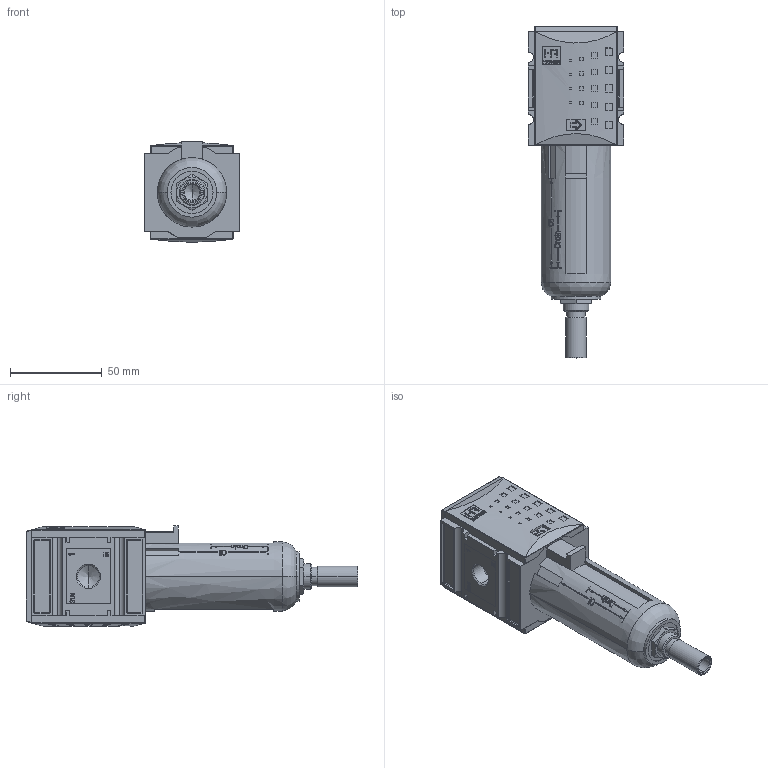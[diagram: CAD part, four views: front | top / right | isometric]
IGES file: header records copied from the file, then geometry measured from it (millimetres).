
Start section: SolidWorks IGES file using analytic representation for surfaces
Global section: file name: KFIL-114 AM.IGS; native system: SolidWorks 2013; preprocessor: SolidWorks 2013; author: technolog; date: 140109.114550; units: millimetre
Bounding box: 52 x 181 x 54.6 mm (x, y, z)
Volume: 239522.7 mm3; surface area: 56718.9 mm2
Topology: 9 solids, 9 shells, 1135 faces, 6196 edges, 8014 vertices
Faces by surface type: plane 709, revolution 313, bspline 113
